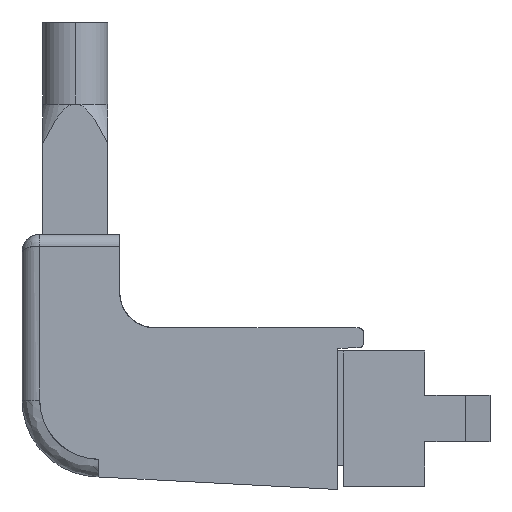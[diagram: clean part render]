
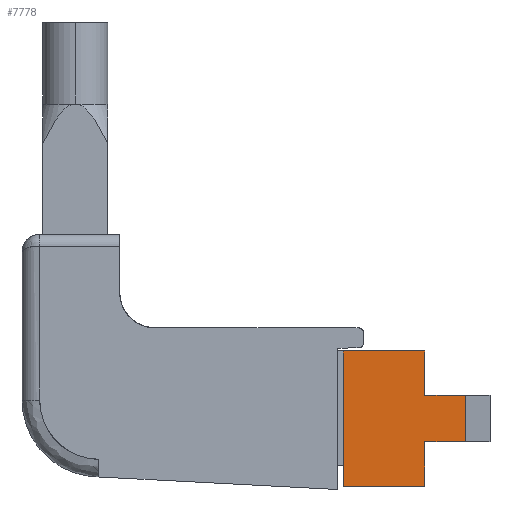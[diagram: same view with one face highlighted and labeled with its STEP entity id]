
A CAD part, left-side view. The second image highlights one B-rep face of the part: STEP entity #7778.
In plain terms, the highlighted free-form (B-spline) face has degree [1, 1] with [2, 2] control points.
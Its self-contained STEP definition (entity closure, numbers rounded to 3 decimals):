
#7778 = ADVANCED_FACE('',(#7779),#7793,.T.);
#7779 = FACE_BOUND('',#7780,.T.);
#7780 = EDGE_LOOP('',(#7781,#7803,#7818,#7833,#7848,#7863,#7878,#7893));
#7781 = ORIENTED_EDGE('',*,*,#7782,.T.);
#7782 = EDGE_CURVE('',#7783,#7785,#7787,.T.);
#7783 = VERTEX_POINT('',#7784);
#7784 = CARTESIAN_POINT('',(-11.92,0.,-2.9));
#7785 = VERTEX_POINT('',#7786);
#7786 = CARTESIAN_POINT('',(-11.92,0.,2.9));
#7787 = SURFACE_CURVE('',#7788,(#7792),.PCURVE_S1.);
#7788 = LINE('',#7789,#7790);
#7789 = CARTESIAN_POINT('',(-11.92,0.,-2.9));
#7790 = VECTOR('',#7791,1.);
#7791 = DIRECTION('',(0.,0.,1.));
#7792 = PCURVE('',#7793,#7798);
#7793 = B_SPLINE_SURFACE_WITH_KNOTS('',1,1,(
    (#7794,#7795)
    ,(#7796,#7797
    )),.UNSPECIFIED.,.F.,.F.,.F.,(2,2),(2,2),(0.,1.),(0.,1.),
  .PIECEWISE_BEZIER_KNOTS.);
#7794 = CARTESIAN_POINT('',(-11.92,-5.25,-2.9)
  );
#7795 = CARTESIAN_POINT('',(-11.92,-5.25,2.9));
#7796 = CARTESIAN_POINT('',(-11.92,0.,-2.9));
#7797 = CARTESIAN_POINT('',(-11.92,0.,2.9));
#7798 = DEFINITIONAL_REPRESENTATION('',(#7799),#7802);
#7799 = B_SPLINE_CURVE_WITH_KNOTS('',1,(#7800,#7801),.UNSPECIFIED.,.F.,
  .F.,(2,2),(0.,5.8),.PIECEWISE_BEZIER_KNOTS.);
#7800 = CARTESIAN_POINT('',(1.,0.));
#7801 = CARTESIAN_POINT('',(1.,1.));
#7802 = ( GEOMETRIC_REPRESENTATION_CONTEXT(2) 
PARAMETRIC_REPRESENTATION_CONTEXT() REPRESENTATION_CONTEXT('2D SPACE',''
  ) );
#7803 = ORIENTED_EDGE('',*,*,#7804,.T.);
#7804 = EDGE_CURVE('',#7785,#7805,#7807,.T.);
#7805 = VERTEX_POINT('',#7806);
#7806 = CARTESIAN_POINT('',(-11.92,-3.5,2.9));
#7807 = SURFACE_CURVE('',#7808,(#7812),.PCURVE_S1.);
#7808 = LINE('',#7809,#7810);
#7809 = CARTESIAN_POINT('',(-11.92,0.,2.9));
#7810 = VECTOR('',#7811,1.);
#7811 = DIRECTION('',(0.,-1.,0.));
#7812 = PCURVE('',#7793,#7813);
#7813 = DEFINITIONAL_REPRESENTATION('',(#7814),#7817);
#7814 = B_SPLINE_CURVE_WITH_KNOTS('',1,(#7815,#7816),.UNSPECIFIED.,.F.,
  .F.,(2,2),(0.,3.5),.PIECEWISE_BEZIER_KNOTS.);
#7815 = CARTESIAN_POINT('',(1.,1.));
#7816 = CARTESIAN_POINT('',(0.333,1.));
#7817 = ( GEOMETRIC_REPRESENTATION_CONTEXT(2) 
PARAMETRIC_REPRESENTATION_CONTEXT() REPRESENTATION_CONTEXT('2D SPACE',''
  ) );
#7818 = ORIENTED_EDGE('',*,*,#7819,.T.);
#7819 = EDGE_CURVE('',#7805,#7820,#7822,.T.);
#7820 = VERTEX_POINT('',#7821);
#7821 = CARTESIAN_POINT('',(-11.92,-3.5,1.));
#7822 = SURFACE_CURVE('',#7823,(#7827),.PCURVE_S1.);
#7823 = LINE('',#7824,#7825);
#7824 = CARTESIAN_POINT('',(-11.92,-3.5,2.9));
#7825 = VECTOR('',#7826,1.);
#7826 = DIRECTION('',(0.,0.,-1.));
#7827 = PCURVE('',#7793,#7828);
#7828 = DEFINITIONAL_REPRESENTATION('',(#7829),#7832);
#7829 = B_SPLINE_CURVE_WITH_KNOTS('',1,(#7830,#7831),.UNSPECIFIED.,.F.,
  .F.,(2,2),(0.,1.9),.PIECEWISE_BEZIER_KNOTS.);
#7830 = CARTESIAN_POINT('',(0.333,1.));
#7831 = CARTESIAN_POINT('',(0.333,0.672));
#7832 = ( GEOMETRIC_REPRESENTATION_CONTEXT(2) 
PARAMETRIC_REPRESENTATION_CONTEXT() REPRESENTATION_CONTEXT('2D SPACE',''
  ) );
#7833 = ORIENTED_EDGE('',*,*,#7834,.T.);
#7834 = EDGE_CURVE('',#7820,#7835,#7837,.T.);
#7835 = VERTEX_POINT('',#7836);
#7836 = CARTESIAN_POINT('',(-11.92,-5.25,1.));
#7837 = SURFACE_CURVE('',#7838,(#7842),.PCURVE_S1.);
#7838 = LINE('',#7839,#7840);
#7839 = CARTESIAN_POINT('',(-11.92,-3.5,1.));
#7840 = VECTOR('',#7841,1.);
#7841 = DIRECTION('',(0.,-1.,0.));
#7842 = PCURVE('',#7793,#7843);
#7843 = DEFINITIONAL_REPRESENTATION('',(#7844),#7847);
#7844 = B_SPLINE_CURVE_WITH_KNOTS('',1,(#7845,#7846),.UNSPECIFIED.,.F.,
  .F.,(2,2),(0.,1.75),.PIECEWISE_BEZIER_KNOTS.);
#7845 = CARTESIAN_POINT('',(0.333,0.672));
#7846 = CARTESIAN_POINT('',(0.,0.672));
#7847 = ( GEOMETRIC_REPRESENTATION_CONTEXT(2) 
PARAMETRIC_REPRESENTATION_CONTEXT() REPRESENTATION_CONTEXT('2D SPACE',''
  ) );
#7848 = ORIENTED_EDGE('',*,*,#7849,.T.);
#7849 = EDGE_CURVE('',#7835,#7850,#7852,.T.);
#7850 = VERTEX_POINT('',#7851);
#7851 = CARTESIAN_POINT('',(-11.92,-5.25,-1.)
  );
#7852 = SURFACE_CURVE('',#7853,(#7857),.PCURVE_S1.);
#7853 = LINE('',#7854,#7855);
#7854 = CARTESIAN_POINT('',(-11.92,-5.25,1.));
#7855 = VECTOR('',#7856,1.);
#7856 = DIRECTION('',(0.,0.,-1.));
#7857 = PCURVE('',#7793,#7858);
#7858 = DEFINITIONAL_REPRESENTATION('',(#7859),#7862);
#7859 = B_SPLINE_CURVE_WITH_KNOTS('',1,(#7860,#7861),.UNSPECIFIED.,.F.,
  .F.,(2,2),(0.,2.),.PIECEWISE_BEZIER_KNOTS.);
#7860 = CARTESIAN_POINT('',(0.,0.672));
#7861 = CARTESIAN_POINT('',(0.,0.328));
#7862 = ( GEOMETRIC_REPRESENTATION_CONTEXT(2) 
PARAMETRIC_REPRESENTATION_CONTEXT() REPRESENTATION_CONTEXT('2D SPACE',''
  ) );
#7863 = ORIENTED_EDGE('',*,*,#7864,.T.);
#7864 = EDGE_CURVE('',#7850,#7865,#7867,.T.);
#7865 = VERTEX_POINT('',#7866);
#7866 = CARTESIAN_POINT('',(-11.92,-3.5,-1.)
  );
#7867 = SURFACE_CURVE('',#7868,(#7872),.PCURVE_S1.);
#7868 = LINE('',#7869,#7870);
#7869 = CARTESIAN_POINT('',(-11.92,-5.25,-1.)
  );
#7870 = VECTOR('',#7871,1.);
#7871 = DIRECTION('',(0.,1.,0.));
#7872 = PCURVE('',#7793,#7873);
#7873 = DEFINITIONAL_REPRESENTATION('',(#7874),#7877);
#7874 = B_SPLINE_CURVE_WITH_KNOTS('',1,(#7875,#7876),.UNSPECIFIED.,.F.,
  .F.,(2,2),(0.,1.75),.PIECEWISE_BEZIER_KNOTS.);
#7875 = CARTESIAN_POINT('',(0.,0.328));
#7876 = CARTESIAN_POINT('',(0.333,0.328));
#7877 = ( GEOMETRIC_REPRESENTATION_CONTEXT(2) 
PARAMETRIC_REPRESENTATION_CONTEXT() REPRESENTATION_CONTEXT('2D SPACE',''
  ) );
#7878 = ORIENTED_EDGE('',*,*,#7879,.T.);
#7879 = EDGE_CURVE('',#7865,#7880,#7882,.T.);
#7880 = VERTEX_POINT('',#7881);
#7881 = CARTESIAN_POINT('',(-11.92,-3.5,-2.9)
  );
#7882 = SURFACE_CURVE('',#7883,(#7887),.PCURVE_S1.);
#7883 = LINE('',#7884,#7885);
#7884 = CARTESIAN_POINT('',(-11.92,-3.5,-1.)
  );
#7885 = VECTOR('',#7886,1.);
#7886 = DIRECTION('',(0.,0.,-1.));
#7887 = PCURVE('',#7793,#7888);
#7888 = DEFINITIONAL_REPRESENTATION('',(#7889),#7892);
#7889 = B_SPLINE_CURVE_WITH_KNOTS('',1,(#7890,#7891),.UNSPECIFIED.,.F.,
  .F.,(2,2),(0.,1.9),.PIECEWISE_BEZIER_KNOTS.);
#7890 = CARTESIAN_POINT('',(0.333,0.328));
#7891 = CARTESIAN_POINT('',(0.333,0.));
#7892 = ( GEOMETRIC_REPRESENTATION_CONTEXT(2) 
PARAMETRIC_REPRESENTATION_CONTEXT() REPRESENTATION_CONTEXT('2D SPACE',''
  ) );
#7893 = ORIENTED_EDGE('',*,*,#7894,.T.);
#7894 = EDGE_CURVE('',#7880,#7783,#7895,.T.);
#7895 = SURFACE_CURVE('',#7896,(#7900),.PCURVE_S1.);
#7896 = LINE('',#7897,#7898);
#7897 = CARTESIAN_POINT('',(-11.92,-3.5,-2.9)
  );
#7898 = VECTOR('',#7899,1.);
#7899 = DIRECTION('',(0.,1.,0.));
#7900 = PCURVE('',#7793,#7901);
#7901 = DEFINITIONAL_REPRESENTATION('',(#7902),#7905);
#7902 = B_SPLINE_CURVE_WITH_KNOTS('',1,(#7903,#7904),.UNSPECIFIED.,.F.,
  .F.,(2,2),(0.,3.5),.PIECEWISE_BEZIER_KNOTS.);
#7903 = CARTESIAN_POINT('',(0.333,0.));
#7904 = CARTESIAN_POINT('',(1.,0.));
#7905 = ( GEOMETRIC_REPRESENTATION_CONTEXT(2) 
PARAMETRIC_REPRESENTATION_CONTEXT() REPRESENTATION_CONTEXT('2D SPACE',''
  ) );
